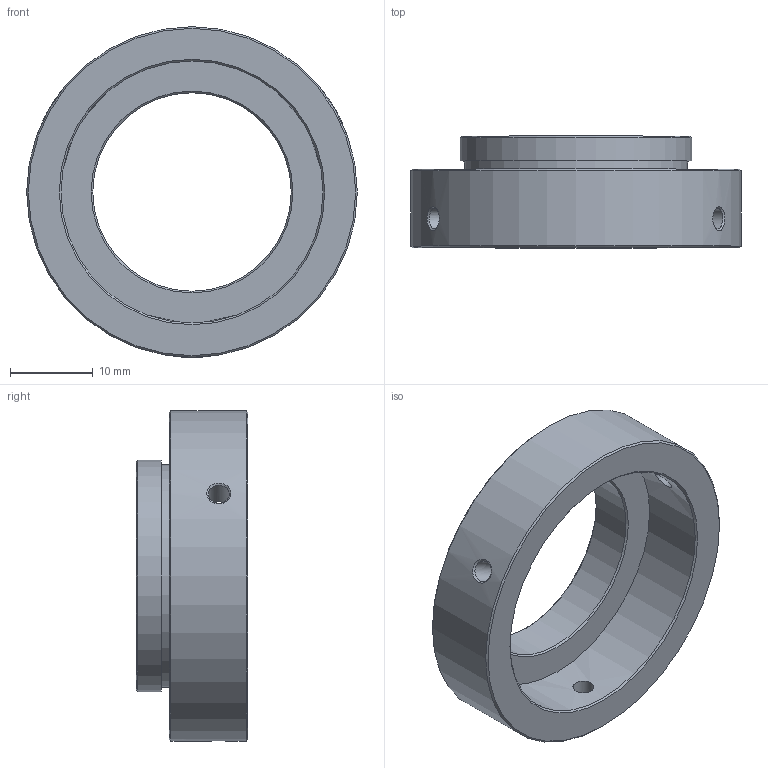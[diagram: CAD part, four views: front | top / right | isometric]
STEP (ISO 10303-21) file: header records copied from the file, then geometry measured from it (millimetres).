
FILE_DESCRIPTION(/* description */ (''),/* implementation_level */ '2;1');
FILE_NAME(/* name */ 'RotaM28.stp',/* time_stamp */ '2023-07-13T15:57:54+02:00',/* author */ ('Péter-PC'),/* organization */ (''),/* preprocessor_version */ 'ST-DEVELOPER v19.2',/* originating_system */ 'Autodesk Inventor 2024',/* authorisation */ '');
FILE_SCHEMA (('AUTOMOTIVE_DESIGN { 1 0 10303 214 3 1 1 }'));
Length unit declared in the file: millimetre
Products named in the file (1): RotaM28
Bounding box: 40 x 13.5 x 40 mm (x, y, z)
Volume: 5482.4 mm3; surface area: 4445.4 mm2
Topology: 1 solids, 1 shells, 22 faces, 53 edges, 36 vertices
Faces by surface type: cylinder 8, cone 6, plane 5, bspline 3
Full cylindrical faces by diameter (mm): 2.5 x3, 24 x1, 27 x1, 28 x1, 31.7 x1, 40 x1
Entity records: 1289 total; most frequent: CARTESIAN_POINT 727, ORIENTED_EDGE 106, DIRECTION 99, EDGE_CURVE 53, AXIS2_PLACEMENT_3D 41, VERTEX_POINT 36, EDGE_LOOP 33, FACE_OUTER_BOUND 22
